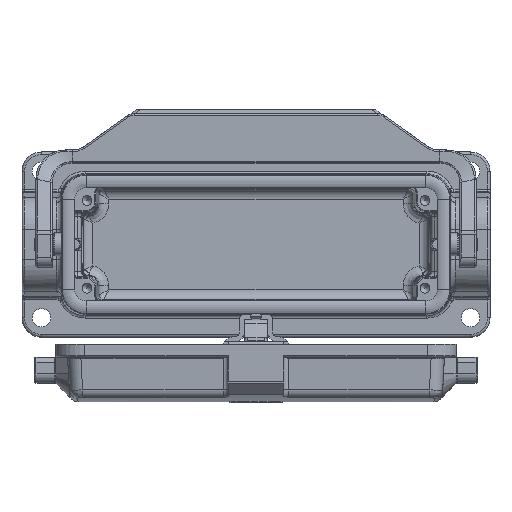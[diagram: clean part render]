
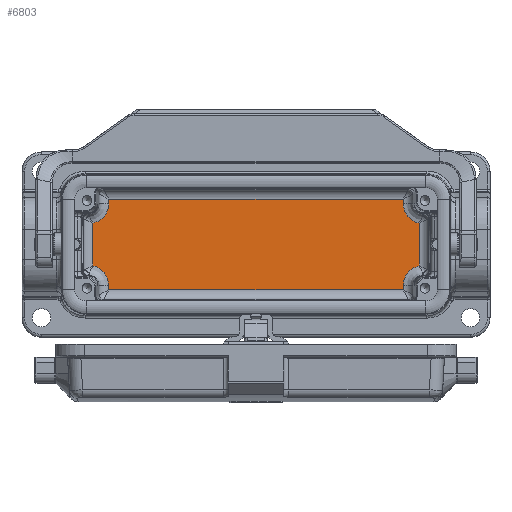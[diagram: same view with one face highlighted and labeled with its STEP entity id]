
A CAD part, top view. The second image highlights one B-rep face of the part: STEP entity #6803.
In plain terms, the highlighted planar face has unit normal (0, 0, 1).
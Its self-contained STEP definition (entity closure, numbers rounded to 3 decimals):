
#5213=FACE_OUTER_BOUND('',#8423,.T.);
#6803=ADVANCED_FACE('',(#5213),#7837,.F.);
#7837=PLANE('',#26261);
#8423=EDGE_LOOP('',(#10020,#10021,#10022,#10023,#10024,#10025,#10026,#10027,
#10028,#10029,#10030,#10031));
#9540=ELLIPSE('',#26257,6.003,6.);
#9541=ELLIPSE('',#26258,6.003,6.);
#9542=ELLIPSE('',#26259,6.003,6.);
#9543=ELLIPSE('',#26260,6.003,6.);
#10020=ORIENTED_EDGE('',*,*,#16820,.T.);
#10021=ORIENTED_EDGE('',*,*,#16821,.T.);
#10022=ORIENTED_EDGE('',*,*,#16822,.T.);
#10023=ORIENTED_EDGE('',*,*,#16823,.T.);
#10024=ORIENTED_EDGE('',*,*,#16824,.T.);
#10025=ORIENTED_EDGE('',*,*,#16825,.T.);
#10026=ORIENTED_EDGE('',*,*,#16826,.T.);
#10027=ORIENTED_EDGE('',*,*,#16827,.T.);
#10028=ORIENTED_EDGE('',*,*,#16828,.T.);
#10029=ORIENTED_EDGE('',*,*,#16829,.T.);
#10030=ORIENTED_EDGE('',*,*,#16830,.T.);
#10031=ORIENTED_EDGE('',*,*,#16831,.T.);
#15159=VERTEX_POINT('',#35091);
#15160=VERTEX_POINT('',#35092);
#15161=VERTEX_POINT('',#35094);
#15162=VERTEX_POINT('',#35096);
#15163=VERTEX_POINT('',#35098);
#15164=VERTEX_POINT('',#35100);
#15165=VERTEX_POINT('',#35102);
#15166=VERTEX_POINT('',#35104);
#15167=VERTEX_POINT('',#35106);
#15168=VERTEX_POINT('',#35108);
#15169=VERTEX_POINT('',#35110);
#15170=VERTEX_POINT('',#35112);
#16820=EDGE_CURVE('',#15159,#15160,#21810,.T.);
#16821=EDGE_CURVE('',#15160,#15161,#21811,.T.);
#16822=EDGE_CURVE('',#15161,#15162,#21812,.T.);
#16823=EDGE_CURVE('',#15162,#15163,#9540,.T.);
#16824=EDGE_CURVE('',#15163,#15164,#21813,.T.);
#16825=EDGE_CURVE('',#15164,#15165,#9541,.T.);
#16826=EDGE_CURVE('',#15165,#15166,#21814,.T.);
#16827=EDGE_CURVE('',#15166,#15167,#21815,.T.);
#16828=EDGE_CURVE('',#15167,#15168,#21816,.T.);
#16829=EDGE_CURVE('',#15168,#15169,#9542,.T.);
#16830=EDGE_CURVE('',#15169,#15170,#21817,.T.);
#16831=EDGE_CURVE('',#15170,#15159,#9543,.T.);
#21810=LINE('',#35090,#23166);
#21811=LINE('',#35093,#23167);
#21812=LINE('',#35095,#23168);
#21813=LINE('',#35099,#23169);
#21814=LINE('',#35103,#23170);
#21815=LINE('',#35105,#23171);
#21816=LINE('',#35107,#23172);
#21817=LINE('',#35111,#23173);
#23166=VECTOR('',#28368,1.);
#23167=VECTOR('',#28369,1.);
#23168=VECTOR('',#28370,1.);
#23169=VECTOR('',#28373,1.);
#23170=VECTOR('',#28376,1.);
#23171=VECTOR('',#28377,1.);
#23172=VECTOR('',#28378,1.);
#23173=VECTOR('',#28381,1.);
#26257=AXIS2_PLACEMENT_3D('',#35097,#28371,#28372);
#26258=AXIS2_PLACEMENT_3D('',#35101,#28374,#28375);
#26259=AXIS2_PLACEMENT_3D('',#35109,#28379,#28380);
#26260=AXIS2_PLACEMENT_3D('',#35113,#28382,#28383);
#26261=AXIS2_PLACEMENT_3D('',#35114,#28384,#28385);
#28368=DIRECTION('',(0.,-1.,0.));
#28369=DIRECTION('',(1.,0.,0.));
#28370=DIRECTION('',(0.,1.,0.));
#28371=DIRECTION('',(0.,0.,-1.));
#28372=DIRECTION('',(-0.832,0.555,0.));
#28373=DIRECTION('',(0.,1.,0.));
#28374=DIRECTION('',(0.,0.,-1.));
#28375=DIRECTION('',(0.832,0.555,0.));
#28376=DIRECTION('',(0.,1.,0.));
#28377=DIRECTION('',(-1.,0.,0.));
#28378=DIRECTION('',(0.,-1.,0.));
#28379=DIRECTION('',(0.,0.,-1.));
#28380=DIRECTION('',(0.832,-0.555,0.));
#28381=DIRECTION('',(0.,-1.,0.));
#28382=DIRECTION('',(0.,0.,-1.));
#28383=DIRECTION('',(-0.832,-0.555,0.));
#28384=DIRECTION('',(0.,0.,-1.));
#28385=DIRECTION('',(-1.,0.,0.));
#35090=CARTESIAN_POINT('',(-45.323,17.75,-40.25));
#35091=CARTESIAN_POINT('',(-45.323,-12.498,-40.25));
#35092=CARTESIAN_POINT('',(-45.323,-13.966,-40.25));
#35093=CARTESIAN_POINT('',(46.746,-13.966,-40.25));
#35094=CARTESIAN_POINT('',(45.323,-13.966,-40.25));
#35095=CARTESIAN_POINT('',(45.323,17.75,-40.25));
#35096=CARTESIAN_POINT('',(45.323,-12.498,-40.25));
#35097=CARTESIAN_POINT('',(51.326,-12.5,-40.25));
#35098=CARTESIAN_POINT('',(50.177,-6.61,-40.25));
#35099=CARTESIAN_POINT('',(50.177,17.75,-40.25));
#35100=CARTESIAN_POINT('',(50.177,6.61,-40.25));
#35101=CARTESIAN_POINT('',(51.326,12.5,-40.25));
#35102=CARTESIAN_POINT('',(45.323,12.498,-40.25));
#35103=CARTESIAN_POINT('',(45.323,17.75,-40.25));
#35104=CARTESIAN_POINT('',(45.323,13.966,-40.25));
#35105=CARTESIAN_POINT('',(-46.746,13.966,-40.25));
#35106=CARTESIAN_POINT('',(-45.323,13.966,-40.25));
#35107=CARTESIAN_POINT('',(-45.323,17.75,-40.25));
#35108=CARTESIAN_POINT('',(-45.323,12.498,-40.25));
#35109=CARTESIAN_POINT('',(-51.326,12.5,-40.25));
#35110=CARTESIAN_POINT('',(-50.177,6.61,-40.25));
#35111=CARTESIAN_POINT('',(-50.177,17.75,-40.25));
#35112=CARTESIAN_POINT('',(-50.177,-6.61,-40.25));
#35113=CARTESIAN_POINT('',(-51.326,-12.5,-40.25));
#35114=CARTESIAN_POINT('',(-55.647,17.75,-40.25));
